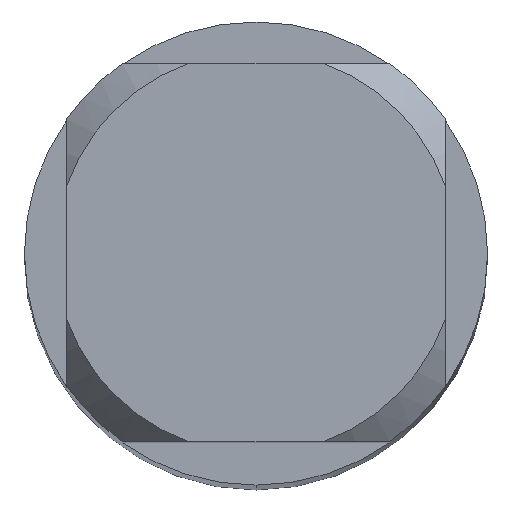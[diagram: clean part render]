
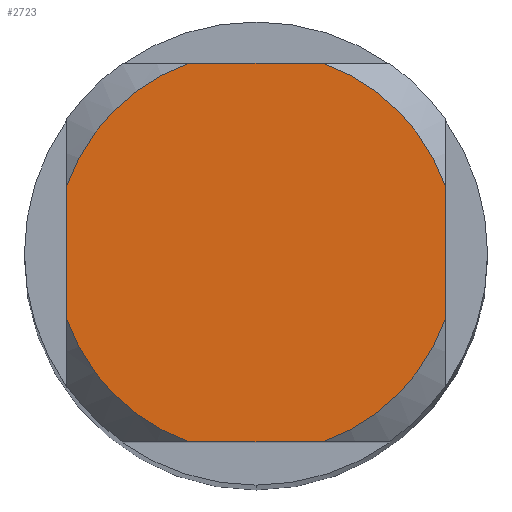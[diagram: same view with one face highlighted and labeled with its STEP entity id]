
A CAD part, top view. The second image highlights one B-rep face of the part: STEP entity #2723.
In plain terms, the highlighted planar face has unit normal (0, 0, 1).
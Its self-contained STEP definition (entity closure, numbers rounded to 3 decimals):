
#2715=VERTEX_POINT('',#7810);
#2723=ADVANCED_FACE('',(#7818),#7819,.T.);
#3139=VERTEX_POINT('',#8273);
#3143=EDGE_CURVE('',#3139,#2715,#8277,.T.);
#3505=VERTEX_POINT('',#8674);
#3887=VERTEX_POINT('',#9095);
#4253=EDGE_CURVE('',#6025,#3887,#9498,.T.);
#4767=VERTEX_POINT('',#10057);
#5273=VERTEX_POINT('',#10607);
#5275=EDGE_CURVE('',#3139,#6229,#10609,.T.);
#5677=EDGE_CURVE('',#5273,#6229,#11043,.T.);
#6025=VERTEX_POINT('',#11420);
#6213=EDGE_CURVE('',#4767,#3887,#11623,.T.);
#6229=VERTEX_POINT('',#11641);
#6319=EDGE_CURVE('',#6025,#2715,#11740,.T.);
#6663=EDGE_CURVE('',#5273,#3505,#12119,.T.);
#6765=EDGE_CURVE('',#4767,#3505,#12232,.T.);
#7810=CARTESIAN_POINT('',(-0.87,2.45,0.0));
#7818=FACE_OUTER_BOUND('',#13488,.T.);
#7819=PLANE('',#13489);
#8273=CARTESIAN_POINT('',(0.87,2.45,0.0));
#8277=LINE('',#14269,#14270);
#8674=CARTESIAN_POINT('',(0.87,-2.45,0.0));
#9095=CARTESIAN_POINT('',(-2.45,-0.87,0.0));
#9498=LINE('',#16354,#16355);
#10057=CARTESIAN_POINT('',(-0.87,-2.45,0.0));
#10607=CARTESIAN_POINT('',(2.45,-0.87,0.0));
#10609=CIRCLE('',#18286,2.6);
#11043=LINE('',#18998,#18999);
#11420=CARTESIAN_POINT('',(-2.45,0.87,0.0));
#11623=CIRCLE('',#19954,2.6);
#11641=CARTESIAN_POINT('',(2.45,0.87,0.0));
#11740=CIRCLE('',#20124,2.6);
#12119=CIRCLE('',#20793,2.6);
#12232=LINE('',#20995,#20996);
#13488=EDGE_LOOP('',(#22704,#22705,#22706,#22707,#22708,#22709,#22710,#22711));
#13489=AXIS2_PLACEMENT_3D('',#22712,#22713,#22714);
#14269=CARTESIAN_POINT('',(0.0,2.45,0.0));
#14270=VECTOR('',#23326,1.0);
#16354=CARTESIAN_POINT('',(-2.45,0.65,0.0));
#16355=VECTOR('',#24702,1.0);
#18286=AXIS2_PLACEMENT_3D('',#25974,#25975,#25976);
#18998=CARTESIAN_POINT('',(2.45,0.65,0.0));
#18999=VECTOR('',#26410,1.0);
#19954=AXIS2_PLACEMENT_3D('',#26974,#26975,#26976);
#20124=AXIS2_PLACEMENT_3D('',#27106,#27107,#27108);
#20793=AXIS2_PLACEMENT_3D('',#27517,#27518,#27519);
#20995=CARTESIAN_POINT('',(0.0,-2.45,0.0));
#20996=VECTOR('',#27787,1.0);
#22704=ORIENTED_EDGE('',*,*,#4253,.T.);
#22705=ORIENTED_EDGE('',*,*,#6213,.F.);
#22706=ORIENTED_EDGE('',*,*,#6765,.T.);
#22707=ORIENTED_EDGE('',*,*,#6663,.F.);
#22708=ORIENTED_EDGE('',*,*,#5677,.T.);
#22709=ORIENTED_EDGE('',*,*,#5275,.F.);
#22710=ORIENTED_EDGE('',*,*,#3143,.T.);
#22711=ORIENTED_EDGE('',*,*,#6319,.F.);
#22712=CARTESIAN_POINT('',(0.0,1.3,0.0));
#22713=DIRECTION('',(-0.0,0.0,1.0));
#22714=DIRECTION('',(0.0,-1.0,0.0));
#23326=DIRECTION('',(-1.0,0.0,0.0));
#24702=DIRECTION('',(-0.0,-1.0,0.0));
#25974=CARTESIAN_POINT('',(0.0,0.0,0.0));
#25975=DIRECTION('',(0.0,0.0,-1.0));
#25976=DIRECTION('',(0.0,1.0,0.0));
#26410=DIRECTION('',(-0.0,1.0,0.0));
#26974=CARTESIAN_POINT('',(0.0,0.0,0.0));
#26975=DIRECTION('',(0.0,0.0,-1.0));
#26976=DIRECTION('',(0.0,1.0,0.0));
#27106=CARTESIAN_POINT('',(0.0,0.0,0.0));
#27107=DIRECTION('',(0.0,0.0,-1.0));
#27108=DIRECTION('',(0.0,1.0,0.0));
#27517=CARTESIAN_POINT('',(0.0,0.0,0.0));
#27518=DIRECTION('',(0.0,0.0,-1.0));
#27519=DIRECTION('',(0.0,1.0,0.0));
#27787=DIRECTION('',(1.0,0.0,0.0));
